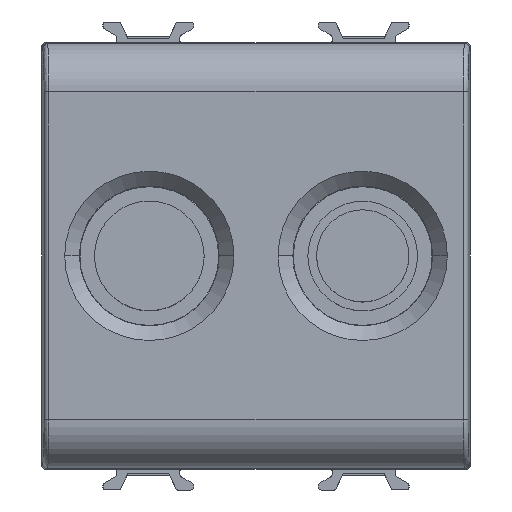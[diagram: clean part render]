
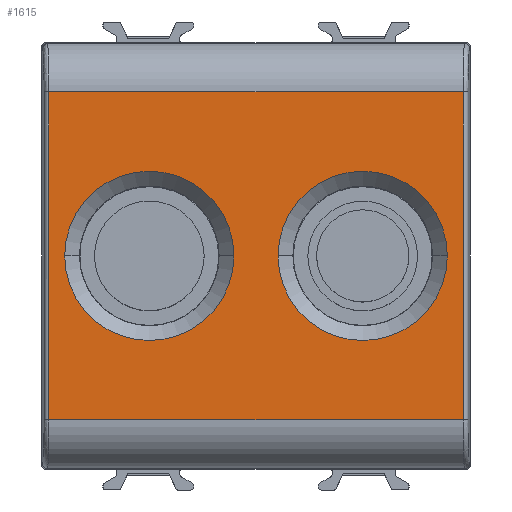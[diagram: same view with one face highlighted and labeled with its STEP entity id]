
A CAD part, top view. The second image highlights one B-rep face of the part: STEP entity #1615.
In plain terms, the highlighted planar face has unit normal (0, 0, 1).
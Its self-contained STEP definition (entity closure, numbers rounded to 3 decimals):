
#1559=AXIS2_PLACEMENT_3D('Plane Axis2P3D',#1556,#1557,#1558) ;
#1581=AXIS2_PLACEMENT_3D('Circle Axis2P3D',#1579,#1580,$) ;
#1590=AXIS2_PLACEMENT_3D('Circle Axis2P3D',#1588,#1589,$) ;
#1599=AXIS2_PLACEMENT_3D('Circle Axis2P3D',#1597,#1598,$) ;
#1608=AXIS2_PLACEMENT_3D('Circle Axis2P3D',#1606,#1607,$) ;
#1088=CARTESIAN_POINT('Vertex',(21.348,-16.903,2.701)) ;
#1122=CARTESIAN_POINT('Vertex',(21.348,16.903,2.701)) ;
#1125=CARTESIAN_POINT('Line Origine',(21.348,0.,2.701)) ;
#1533=CARTESIAN_POINT('Line Origine',(0.,-16.903,2.701)) ;
#1537=CARTESIAN_POINT('Vertex',(-21.348,-16.903,2.701)) ;
#1556=CARTESIAN_POINT('Axis2P3D Location',(0.,0.,2.701)) ;
#1561=CARTESIAN_POINT('Line Origine',(-21.348,0.,2.701)) ;
#1565=CARTESIAN_POINT('Vertex',(-21.348,16.903,2.701)) ;
#1568=CARTESIAN_POINT('Line Origine',(0.,16.903,2.701)) ;
#1579=CARTESIAN_POINT('Axis2P3D Location',(11.,0.,2.701)) ;
#1583=CARTESIAN_POINT('Vertex',(19.726,0.,2.701)) ;
#1585=CARTESIAN_POINT('Vertex',(2.274,0.,2.701)) ;
#1588=CARTESIAN_POINT('Axis2P3D Location',(11.,0.,2.701)) ;
#1597=CARTESIAN_POINT('Axis2P3D Location',(-11.,0.,2.701)) ;
#1601=CARTESIAN_POINT('Vertex',(-2.274,0.,2.701)) ;
#1603=CARTESIAN_POINT('Vertex',(-19.726,0.,2.701)) ;
#1606=CARTESIAN_POINT('Axis2P3D Location',(-11.,0.,2.701)) ;
#1126=DIRECTION('Vector Direction',(0.,1.,0.)) ;
#1534=DIRECTION('Vector Direction',(1.,0.,0.)) ;
#1557=DIRECTION('Axis2P3D Direction',(0.,0.,-1.)) ;
#1558=DIRECTION('Axis2P3D XDirection',(1.,0.,0.)) ;
#1562=DIRECTION('Vector Direction',(0.,1.,0.)) ;
#1569=DIRECTION('Vector Direction',(1.,0.,0.)) ;
#1580=DIRECTION('Axis2P3D Direction',(0.,0.,-1.)) ;
#1589=DIRECTION('Axis2P3D Direction',(0.,0.,-1.)) ;
#1598=DIRECTION('Axis2P3D Direction',(0.,0.,-1.)) ;
#1607=DIRECTION('Axis2P3D Direction',(0.,0.,-1.)) ;
#1127=VECTOR('Line Direction',#1126,1.) ;
#1535=VECTOR('Line Direction',#1534,1.) ;
#1563=VECTOR('Line Direction',#1562,1.) ;
#1570=VECTOR('Line Direction',#1569,1.) ;
#1574=ORIENTED_EDGE('',*,*,#1567,.T.) ;
#1575=ORIENTED_EDGE('',*,*,#1539,.T.) ;
#1576=ORIENTED_EDGE('',*,*,#1129,.F.) ;
#1577=ORIENTED_EDGE('',*,*,#1572,.T.) ;
#1594=ORIENTED_EDGE('',*,*,#1587,.T.) ;
#1595=ORIENTED_EDGE('',*,*,#1592,.T.) ;
#1612=ORIENTED_EDGE('',*,*,#1605,.T.) ;
#1613=ORIENTED_EDGE('',*,*,#1610,.T.) ;
#1596=FACE_BOUND('',#1593,.T.) ;
#1614=FACE_BOUND('',#1611,.T.) ;
#1615=ADVANCED_FACE('PartBody',(#1578,#1596,#1614),#1560,.F.) ;
#1582=CIRCLE('generated circle',#1581,8.726) ;
#1591=CIRCLE('generated circle',#1590,8.726) ;
#1600=CIRCLE('generated circle',#1599,8.726) ;
#1609=CIRCLE('generated circle',#1608,8.726) ;
#1129=EDGE_CURVE('',#1123,#1089,#1128,.F.) ;
#1539=EDGE_CURVE('',#1538,#1089,#1536,.T.) ;
#1567=EDGE_CURVE('',#1566,#1538,#1564,.F.) ;
#1572=EDGE_CURVE('',#1123,#1566,#1571,.F.) ;
#1587=EDGE_CURVE('',#1584,#1586,#1582,.T.) ;
#1592=EDGE_CURVE('',#1586,#1584,#1591,.T.) ;
#1605=EDGE_CURVE('',#1602,#1604,#1600,.T.) ;
#1610=EDGE_CURVE('',#1604,#1602,#1609,.T.) ;
#1573=EDGE_LOOP('',(#1574,#1575,#1576,#1577)) ;
#1593=EDGE_LOOP('',(#1594,#1595)) ;
#1611=EDGE_LOOP('',(#1612,#1613)) ;
#1578=FACE_OUTER_BOUND('',#1573,.T.) ;
#1128=LINE('Line',#1125,#1127) ;
#1536=LINE('Line',#1533,#1535) ;
#1564=LINE('Line',#1561,#1563) ;
#1571=LINE('Line',#1568,#1570) ;
#1560=PLANE('',#1559) ;
#1089=VERTEX_POINT('',#1088) ;
#1123=VERTEX_POINT('',#1122) ;
#1538=VERTEX_POINT('',#1537) ;
#1566=VERTEX_POINT('',#1565) ;
#1584=VERTEX_POINT('',#1583) ;
#1586=VERTEX_POINT('',#1585) ;
#1602=VERTEX_POINT('',#1601) ;
#1604=VERTEX_POINT('',#1603) ;
